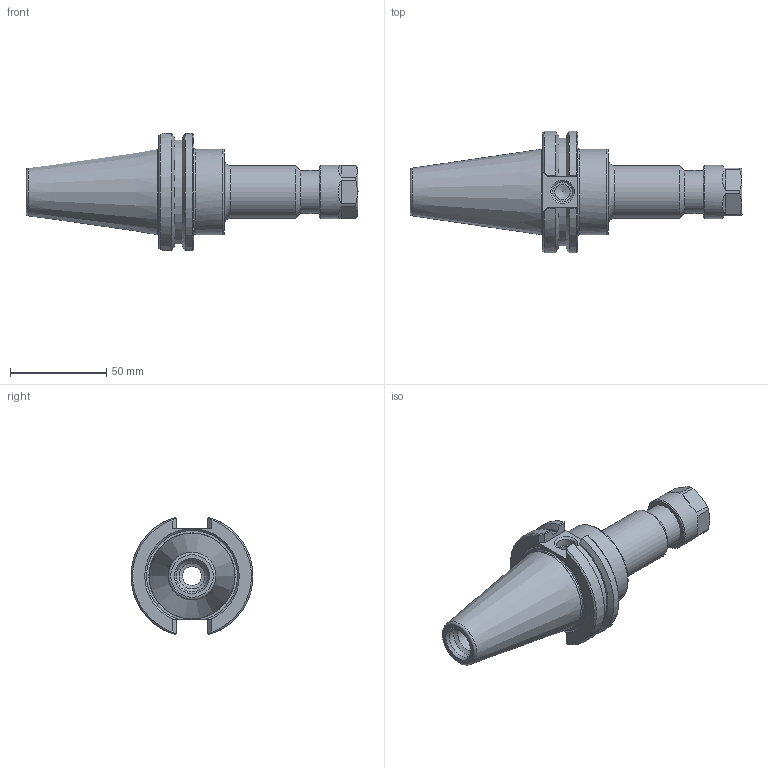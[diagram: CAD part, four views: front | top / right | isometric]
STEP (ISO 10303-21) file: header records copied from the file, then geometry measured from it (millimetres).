
FILE_DESCRIPTION((''),'2;1');
FILE_NAME('C40F-16ERP412.iam.stp','2014-06-23T16:25:02',(''),(''),'Autodesk Inventor 2012','Autodesk Inventor 2012','');
FILE_SCHEMA(('AUTOMOTIVE_DESIGN { 1 0 10303 214 1 1 1 1 }'));
Length unit declared in the file: inch
Products named in the file (3): C40F-16ERP412; C40F-16ER4-1; 16ERHPN
Assembly tree (2 placements, depth 2):
  C40F-16ERP412
    C40F-16ER4-1
    16ERHPN
Bounding box: 172.91 x 63.28 x 61.11 mm (x, y, z)
Volume: 156985.7 mm3; surface area: 34240.4 mm2
Topology: 3 solids, 3 shells, 124 faces, 304 edges, 194 vertices
Faces by surface type: plane 54, cone 29, cylinder 27, torus 10, bspline 4
Full cylindrical faces by diameter (mm): 8 x1, 9.728 x1, 10.135 x1, 10.5 x1, 12.04 x1, 13.381 x1, 13.386 x1, 16.002 x1, 16.459 x1, 17.01 x1, 17.112 x1, 17.272 x1, 20.066 x1, 20.168 x1, 20.676 x1, 22 x1, 22.428 x1, 27.432 x1, 27.737 x1, 43.942 x1, 44.45 x1
Entity records: 4180 total; most frequent: CARTESIAN_POINT 1404, DIRECTION 531, ORIENTED_EDGE 484, EDGE_CURVE 242, AXIS2_PLACEMENT_3D 223, EDGE_LOOP 189, VERTEX_POINT 183, FACE_OUTER_BOUND 124
